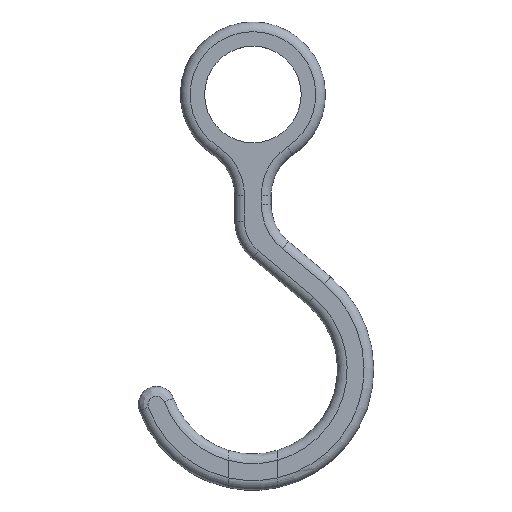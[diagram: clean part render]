
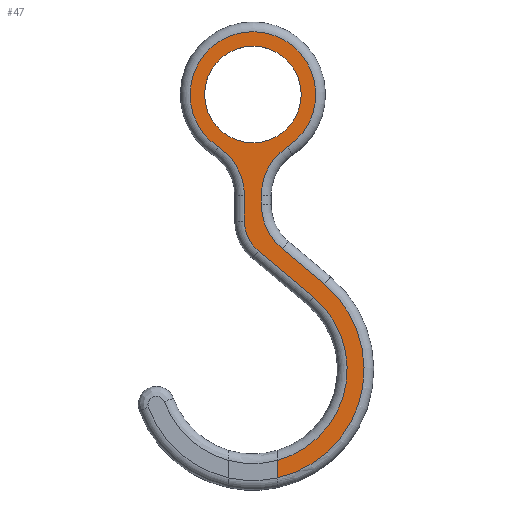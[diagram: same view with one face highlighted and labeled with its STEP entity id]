
A CAD part, top view. The second image highlights one B-rep face of the part: STEP entity #47.
In plain terms, the highlighted planar face has unit normal (0, 0, 1).
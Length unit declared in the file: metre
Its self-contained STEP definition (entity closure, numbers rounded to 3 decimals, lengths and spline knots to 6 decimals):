
#47 = ADVANCED_FACE( '', ( #104, #105 ), #106, .T. );
#104 = FACE_BOUND( '', #217, .T. );
#105 = FACE_OUTER_BOUND( '', #218, .T. );
#106 = PLANE( '', #219 );
#217 = EDGE_LOOP( '', ( #379 ) );
#218 = EDGE_LOOP( '', ( #380, #381, #382, #383, #384, #385, #386, #387, #388, #389, #390, #391 ) );
#219 = AXIS2_PLACEMENT_3D( '', #392, #393, #394 );
#379 = ORIENTED_EDGE( '', *, *, #771, .F. );
#380 = ORIENTED_EDGE( '', *, *, #772, .T. );
#381 = ORIENTED_EDGE( '', *, *, #773, .T. );
#382 = ORIENTED_EDGE( '', *, *, #774, .T. );
#383 = ORIENTED_EDGE( '', *, *, #775, .T. );
#384 = ORIENTED_EDGE( '', *, *, #776, .T. );
#385 = ORIENTED_EDGE( '', *, *, #777, .T. );
#386 = ORIENTED_EDGE( '', *, *, #778, .T. );
#387 = ORIENTED_EDGE( '', *, *, #779, .T. );
#388 = ORIENTED_EDGE( '', *, *, #780, .T. );
#389 = ORIENTED_EDGE( '', *, *, #781, .T. );
#390 = ORIENTED_EDGE( '', *, *, #782, .T. );
#391 = ORIENTED_EDGE( '', *, *, #783, .T. );
#392 = CARTESIAN_POINT( '', ( -0.039937, -0.128277, 0.02 ) );
#393 = DIRECTION( '', ( 0., 0., 1. ) );
#394 = DIRECTION( '', ( 1., 0., 0. ) );
#771 = EDGE_CURVE( '', #893, #893, #894, .T. );
#772 = EDGE_CURVE( '', #895, #896, #897, .F. );
#773 = EDGE_CURVE( '', #896, #898, #899, .T. );
#774 = EDGE_CURVE( '', #898, #900, #901, .T. );
#775 = EDGE_CURVE( '', #900, #902, #903, .T. );
#776 = EDGE_CURVE( '', #902, #904, #905, .F. );
#777 = EDGE_CURVE( '', #904, #906, #907, .F. );
#778 = EDGE_CURVE( '', #906, #908, #909, .F. );
#779 = EDGE_CURVE( '', #908, #910, #911, .T. );
#780 = EDGE_CURVE( '', #910, #912, #913, .F. );
#781 = EDGE_CURVE( '', #912, #914, #915, .T. );
#782 = EDGE_CURVE( '', #914, #916, #917, .T. );
#783 = EDGE_CURVE( '', #916, #895, #918, .T. );
#893 = VERTEX_POINT( '', #1079 );
#894 = CIRCLE( '', #1080, 0.02 );
#895 = VERTEX_POINT( '', #1081 );
#896 = VERTEX_POINT( '', #1082 );
#897 = CIRCLE( '', #1083, 0.039 );
#898 = VERTEX_POINT( '', #1084 );
#899 = LINE( '', #1085, #1086 );
#900 = VERTEX_POINT( '', #1087 );
#901 = CIRCLE( '', #1088, 0.046 );
#902 = VERTEX_POINT( '', #1089 );
#903 = LINE( '', #1090, #1091 );
#904 = VERTEX_POINT( '', #1092 );
#905 = CIRCLE( '', #1093, 0.024 );
#906 = VERTEX_POINT( '', #1094 );
#907 = LINE( '', #1095, #1096 );
#908 = VERTEX_POINT( '', #1097 );
#909 = CIRCLE( '', #1098, 0.024 );
#910 = VERTEX_POINT( '', #1099 );
#911 = CIRCLE( '', #1100, 0.026 );
#912 = VERTEX_POINT( '', #1101 );
#913 = CIRCLE( '', #1102, 0.024 );
#914 = VERTEX_POINT( '', #1103 );
#915 = LINE( '', #1104, #1105 );
#916 = VERTEX_POINT( '', #1106 );
#917 = CIRCLE( '', #1107, 0.016 );
#918 = LINE( '', #1108, #1109 );
#1079 = CARTESIAN_POINT( '', ( 0.02, 0., 0.02 ) );
#1080 = AXIS2_PLACEMENT_3D( '', #1429, #1430, #1431 );
#1081 = CARTESIAN_POINT( '', ( 0.025069, -0.083865, 0.02 ) );
#1082 = CARTESIAN_POINT( '', ( 0.01, -0.151437, 0.02 ) );
#1083 = AXIS2_PLACEMENT_3D( '', #1432, #1433, #1434 );
#1084 = CARTESIAN_POINT( '', ( 0.01, -0.158641, 0.02 ) );
#1085 = CARTESIAN_POINT( '', ( 0.01, -0.128277, 0.02 ) );
#1086 = VECTOR( '', #1435, 1. );
#1087 = CARTESIAN_POINT( '', ( 0.029568, -0.078503, 0.02 ) );
#1088 = AXIS2_PLACEMENT_3D( '', #1436, #1437, #1438 );
#1089 = CARTESIAN_POINT( '', ( 0.012073, -0.063823, 0.02 ) );
#1090 = CARTESIAN_POINT( '', ( 0.012073, -0.063823, 0.02 ) );
#1091 = VECTOR( '', #1439, 1. );
#1092 = CARTESIAN_POINT( '', ( 0.0035, -0.045437, 0.02 ) );
#1093 = AXIS2_PLACEMENT_3D( '', #1440, #1441, #1442 );
#1094 = CARTESIAN_POINT( '', ( 0.0035, -0.041758, 0.02 ) );
#1095 = CARTESIAN_POINT( '', ( 0.0035, -0.128277, 0.02 ) );
#1096 = VECTOR( '', #1443, 1. );
#1097 = CARTESIAN_POINT( '', ( 0.0143, -0.021714, 0.02 ) );
#1098 = AXIS2_PLACEMENT_3D( '', #1444, #1445, #1446 );
#1099 = CARTESIAN_POINT( '', ( -0.0143, -0.021714, 0.02 ) );
#1100 = AXIS2_PLACEMENT_3D( '', #1447, #1448, #1449 );
#1101 = CARTESIAN_POINT( '', ( -0.0035, -0.041758, 0.02 ) );
#1102 = AXIS2_PLACEMENT_3D( '', #1450, #1451, #1452 );
#1103 = CARTESIAN_POINT( '', ( -0.0035, -0.052432, 0.02 ) );
#1104 = CARTESIAN_POINT( '', ( -0.0035, -0.052432, 0.02 ) );
#1105 = VECTOR( '', #1453, 1. );
#1106 = CARTESIAN_POINT( '', ( 0.002215, -0.064689, 0.02 ) );
#1107 = AXIS2_PLACEMENT_3D( '', #1454, #1455, #1456 );
#1108 = CARTESIAN_POINT( '', ( 0.025069, -0.083865, 0.02 ) );
#1109 = VECTOR( '', #1457, 1. );
#1429 = CARTESIAN_POINT( '', ( 0., 0., 0.02 ) );
#1430 = DIRECTION( '', ( 0., 0., 1. ) );
#1431 = DIRECTION( '', ( 1., 0., 0. ) );
#1432 = CARTESIAN_POINT( '', ( 0., -0.113741, 0.02 ) );
#1433 = DIRECTION( '', ( 0., 0., 1. ) );
#1434 = DIRECTION( '', ( 1., 0., 0. ) );
#1435 = DIRECTION( '', ( 0., -1., 0. ) );
#1436 = CARTESIAN_POINT( '', ( 0., -0.113741, 0.02 ) );
#1437 = DIRECTION( '', ( 0., 0., 1. ) );
#1438 = DIRECTION( '', ( 1., 0., 0. ) );
#1439 = DIRECTION( '', ( -0.766, 0.643, 0. ) );
#1440 = CARTESIAN_POINT( '', ( 0.0275, -0.045437, 0.02 ) );
#1441 = DIRECTION( '', ( 0., 0., 1. ) );
#1442 = DIRECTION( '', ( 1., 0., 0. ) );
#1443 = DIRECTION( '', ( 0., -1., 0. ) );
#1444 = CARTESIAN_POINT( '', ( 0.0275, -0.041758, 0.02 ) );
#1445 = DIRECTION( '', ( 0., 0., 1. ) );
#1446 = DIRECTION( '', ( 1., 0., 0. ) );
#1447 = CARTESIAN_POINT( '', ( 0., 0., 0.02 ) );
#1448 = DIRECTION( '', ( 0., 0., 1. ) );
#1449 = DIRECTION( '', ( 1., 0., 0. ) );
#1450 = CARTESIAN_POINT( '', ( -0.0275, -0.041758, 0.02 ) );
#1451 = DIRECTION( '', ( 0., 0., 1. ) );
#1452 = DIRECTION( '', ( 1., 0., 0. ) );
#1453 = DIRECTION( '', ( 0., -1., 0. ) );
#1454 = CARTESIAN_POINT( '', ( 0.0125, -0.052432, 0.02 ) );
#1455 = DIRECTION( '', ( 0., 0., 1. ) );
#1456 = DIRECTION( '', ( 1., 0., 0. ) );
#1457 = DIRECTION( '', ( 0.766, -0.643, 0. ) );
